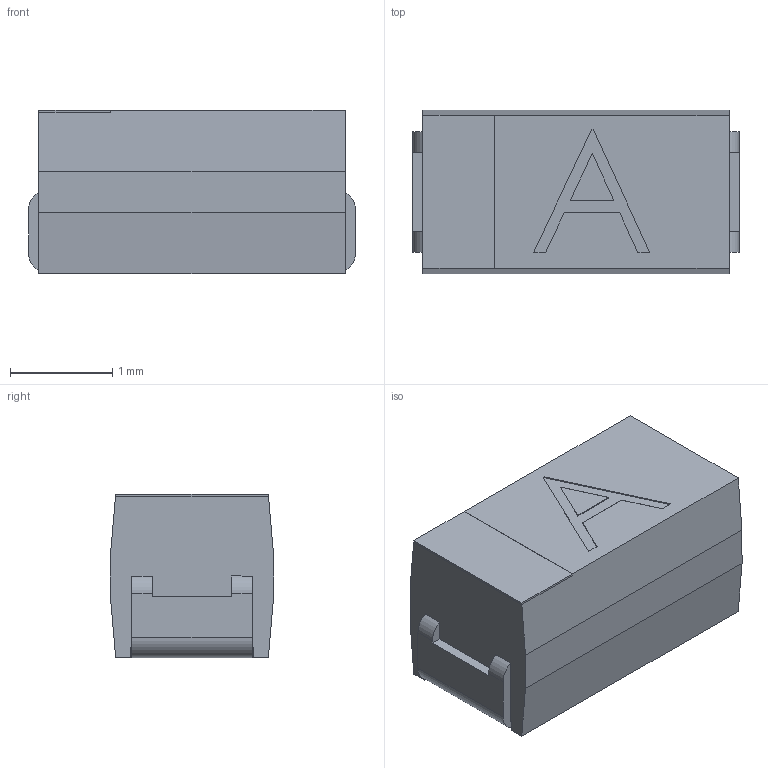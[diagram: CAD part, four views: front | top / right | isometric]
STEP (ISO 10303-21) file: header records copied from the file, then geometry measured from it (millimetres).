
FILE_DESCRIPTION (( 'STEP AP214' ), '1' );
FILE_NAME ('TAJ-A.STEP', '2008-07-11T11:37:30', ( 'j' ), ( '' ), 'SwSTEP 2.0', 'SolidWorks 2004231', '' );
FILE_SCHEMA (( 'AUTOMOTIVE_DESIGN' ));
Length unit declared in the file: millimetre
Products named in the file (1): TAJ-A
Bounding box: 3.2 x 1.6 x 1.6 mm (x, y, z)
Volume: 7.6 mm3; surface area: 27.2 mm2
Topology: 2 solids, 2 shells, 61 faces, 165 edges, 110 vertices
Faces by surface type: plane 55, cylinder 6
Entity records: 2110 total; most frequent: CARTESIAN_POINT 337, ORIENTED_EDGE 330, DIRECTION 301, EDGE_CURVE 165, VECTOR 153, LINE 153, VERTEX_POINT 110, AXIS2_PLACEMENT_3D 74
